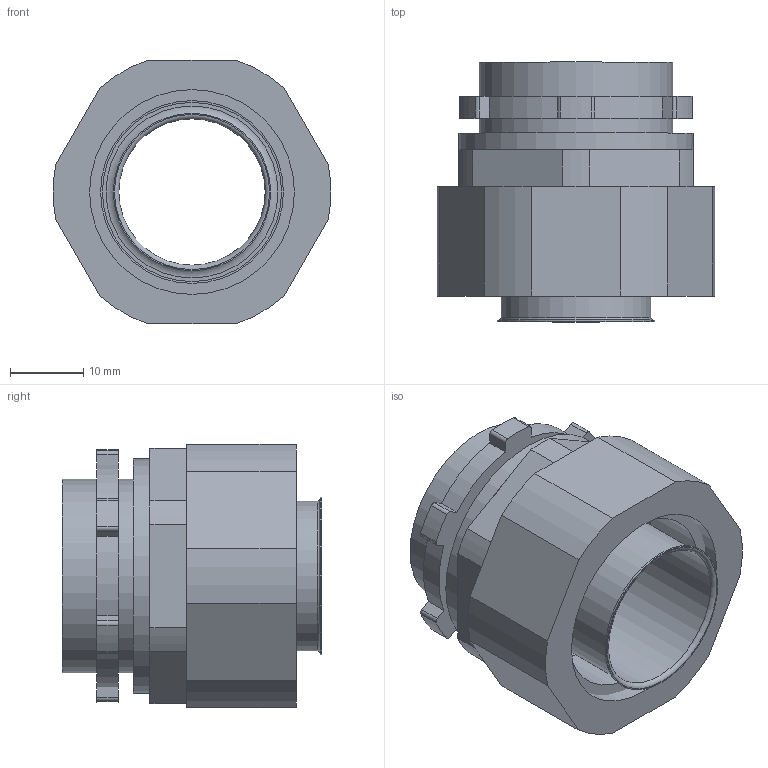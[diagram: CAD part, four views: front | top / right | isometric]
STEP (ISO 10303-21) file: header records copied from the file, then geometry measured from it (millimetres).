
FILE_DESCRIPTION(('STEP AP203'), '1');
FILE_NAME('Ìóôòà ââîäíàÿ äëÿ ìåòàëëîðóêàâà ÂÌ-20 ãàéêà ïîä ðîæêîâûé êëþ÷', '', ('UNSPECIFIED'), ('UNSPECIFIED'), 'ASCON STEP Converter 1.6', 'ASCON Math Kernel', '');
FILE_SCHEMA(('CONFIG_CONTROL_DESIGN'));
Length unit declared in the file: millimetre
Products named in the file (1): -03
Bounding box: 37.92 x 35.5 x 36 mm (x, y, z)
Volume: 15266.4 mm3; surface area: 18582.4 mm2
Topology: 6 solids, 6 shells, 117 faces, 291 edges, 193 vertices
Faces by surface type: plane 55, cylinder 53, torus 8, cone 1
Full cylindrical faces by diameter (mm): 20 x1, 20.5 x1, 21.5 x2, 24.2 x1, 25 x1, 26 x1, 26.441 x1, 27.5 x1, 28 x2, 29 x3, 30.376 x1, 32 x1, 33 x1
Entity records: 4446 total; most frequent: DIRECTION 646, CARTESIAN_POINT 576, ORIENTED_EDGE 530, EDGE_CURVE 265, AXIS2_PLACEMENT_3D 263, VERTEX_POINT 193, EDGE_LOOP 162, CIRCLE 145
